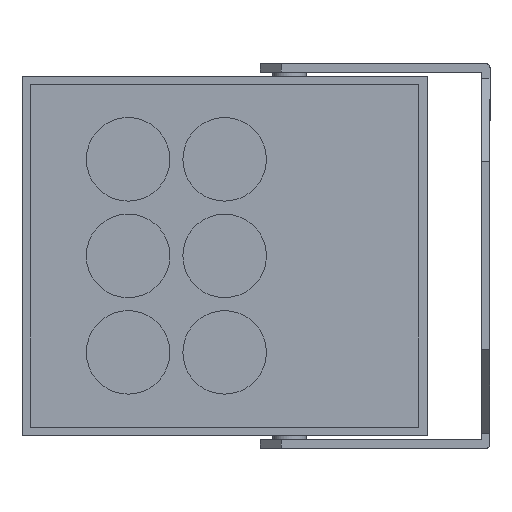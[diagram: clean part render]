
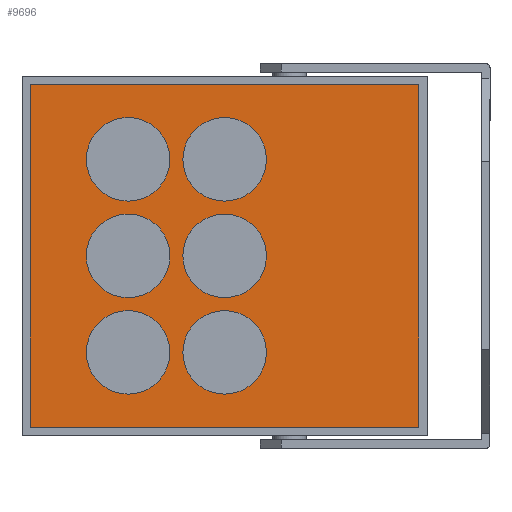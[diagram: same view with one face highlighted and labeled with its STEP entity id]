
A CAD part, top view. The second image highlights one B-rep face of the part: STEP entity #9696.
In plain terms, the highlighted face is planar.
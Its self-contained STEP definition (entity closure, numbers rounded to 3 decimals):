
#4342=CIRCLE('',#9222,10.);
#4343=CIRCLE('',#9223,10.);
#4344=CIRCLE('',#9224,10.);
#4345=CIRCLE('',#9225,10.);
#4346=CIRCLE('',#9226,10.);
#4347=CIRCLE('',#9227,10.);
#4592=ORIENTED_EDGE('',*,*,#6103,.T.);
#4593=ORIENTED_EDGE('',*,*,#6104,.T.);
#4594=ORIENTED_EDGE('',*,*,#6105,.T.);
#4595=ORIENTED_EDGE('',*,*,#6102,.T.);
#4596=ORIENTED_EDGE('',*,*,#6106,.T.);
#4597=ORIENTED_EDGE('',*,*,#6107,.T.);
#4598=ORIENTED_EDGE('',*,*,#6108,.T.);
#4599=ORIENTED_EDGE('',*,*,#6109,.T.);
#4600=ORIENTED_EDGE('',*,*,#6110,.T.);
#4601=ORIENTED_EDGE('',*,*,#6111,.T.);
#5350=VECTOR('',#7334,1.);
#5351=VECTOR('',#7337,1.);
#5352=VECTOR('',#7338,1.);
#5353=VECTOR('',#7339,1.);
#5560=LINE('',#8345,#5350);
#5561=LINE('',#8348,#5351);
#5562=LINE('',#8350,#5352);
#5563=LINE('',#8351,#5353);
#5778=VERTEX_POINT('',#8341);
#5779=VERTEX_POINT('',#8343);
#5780=VERTEX_POINT('',#8347);
#5781=VERTEX_POINT('',#8349);
#5782=VERTEX_POINT('',#8352);
#5783=VERTEX_POINT('',#8354);
#5784=VERTEX_POINT('',#8356);
#5785=VERTEX_POINT('',#8358);
#5786=VERTEX_POINT('',#8360);
#5787=VERTEX_POINT('',#8362);
#6102=EDGE_CURVE('',#5778,#5779,#5560,.T.);
#6103=EDGE_CURVE('',#5779,#5780,#5561,.T.);
#6104=EDGE_CURVE('',#5780,#5781,#5562,.T.);
#6105=EDGE_CURVE('',#5781,#5778,#5563,.T.);
#6106=EDGE_CURVE('',#5782,#5782,#4342,.T.);
#6107=EDGE_CURVE('',#5783,#5783,#4343,.T.);
#6108=EDGE_CURVE('',#5784,#5784,#4344,.T.);
#6109=EDGE_CURVE('',#5785,#5785,#4345,.T.);
#6110=EDGE_CURVE('',#5786,#5786,#4346,.T.);
#6111=EDGE_CURVE('',#5787,#5787,#4347,.T.);
#6504=EDGE_LOOP('',(#4592,#4593,#4594,#4595));
#6505=EDGE_LOOP('',(#4596));
#6506=EDGE_LOOP('',(#4597));
#6507=EDGE_LOOP('',(#4598));
#6508=EDGE_LOOP('',(#4599));
#6509=EDGE_LOOP('',(#4600));
#6510=EDGE_LOOP('',(#4601));
#6888=FACE_BOUND('',#6504,.T.);
#6889=FACE_BOUND('',#6505,.T.);
#6890=FACE_BOUND('',#6506,.T.);
#6891=FACE_BOUND('',#6507,.T.);
#6892=FACE_BOUND('',#6508,.T.);
#6893=FACE_BOUND('',#6509,.T.);
#6894=FACE_BOUND('',#6510,.T.);
#7334=DIRECTION('',(0.,82.,0.));
#7335=DIRECTION('',(0.,0.,-1.));
#7336=DIRECTION('',(0.,1.,0.));
#7337=DIRECTION('',(93.,0.,0.));
#7338=DIRECTION('',(0.,-82.,0.));
#7339=DIRECTION('',(-93.,0.,0.));
#7340=DIRECTION('',(0.,0.,1.));
#7341=DIRECTION('',(-10.,0.,0.));
#7342=DIRECTION('',(0.,0.,1.));
#7343=DIRECTION('',(-10.,0.,0.));
#7344=DIRECTION('',(0.,0.,1.));
#7345=DIRECTION('',(-10.,0.,0.));
#7346=DIRECTION('',(0.,0.,1.));
#7347=DIRECTION('',(-10.,0.,0.));
#7348=DIRECTION('',(0.,0.,1.));
#7349=DIRECTION('',(-10.,0.,0.));
#7350=DIRECTION('',(0.,0.,1.));
#7351=DIRECTION('',(-10.,0.,0.));
#8341=CARTESIAN_POINT('',(-95.,-84.,-31.));
#8343=CARTESIAN_POINT('',(-95.,-2.,-31.));
#8345=CARTESIAN_POINT('',(-95.,-84.,-31.));
#8346=CARTESIAN_POINT('',(-95.,-2.,-31.));
#8347=CARTESIAN_POINT('',(-2.,-2.,-31.));
#8348=CARTESIAN_POINT('',(-95.,-2.,-31.));
#8349=CARTESIAN_POINT('',(-2.,-84.,-31.));
#8350=CARTESIAN_POINT('',(-2.,-2.,-31.));
#8351=CARTESIAN_POINT('',(-2.,-84.,-31.));
#8352=CARTESIAN_POINT('',(-81.6,-19.9,-31.));
#8353=CARTESIAN_POINT('',(-71.6,-19.9,-31.));
#8354=CARTESIAN_POINT('',(-81.6,-43.,-31.));
#8355=CARTESIAN_POINT('',(-71.6,-43.,-31.));
#8356=CARTESIAN_POINT('',(-81.6,-66.1,-31.));
#8357=CARTESIAN_POINT('',(-71.6,-66.1,-31.));
#8358=CARTESIAN_POINT('',(-58.5,-19.9,-31.));
#8359=CARTESIAN_POINT('',(-48.5,-19.9,-31.));
#8360=CARTESIAN_POINT('',(-58.5,-43.,-31.));
#8361=CARTESIAN_POINT('',(-48.5,-43.,-31.));
#8362=CARTESIAN_POINT('',(-58.5,-66.1,-31.));
#8363=CARTESIAN_POINT('',(-48.5,-66.1,-31.));
#9221=AXIS2_PLACEMENT_3D('',#8346,#7335,#7336);
#9222=AXIS2_PLACEMENT_3D('',#8353,#7340,#7341);
#9223=AXIS2_PLACEMENT_3D('',#8355,#7342,#7343);
#9224=AXIS2_PLACEMENT_3D('',#8357,#7344,#7345);
#9225=AXIS2_PLACEMENT_3D('',#8359,#7346,#7347);
#9226=AXIS2_PLACEMENT_3D('',#8361,#7348,#7349);
#9227=AXIS2_PLACEMENT_3D('',#8363,#7350,#7351);
#9597=PLANE('',#9221);
#9696=ADVANCED_FACE('',(#6888,#6889,#6890,#6891,#6892,#6893,#6894),#9597,
 .T.);
